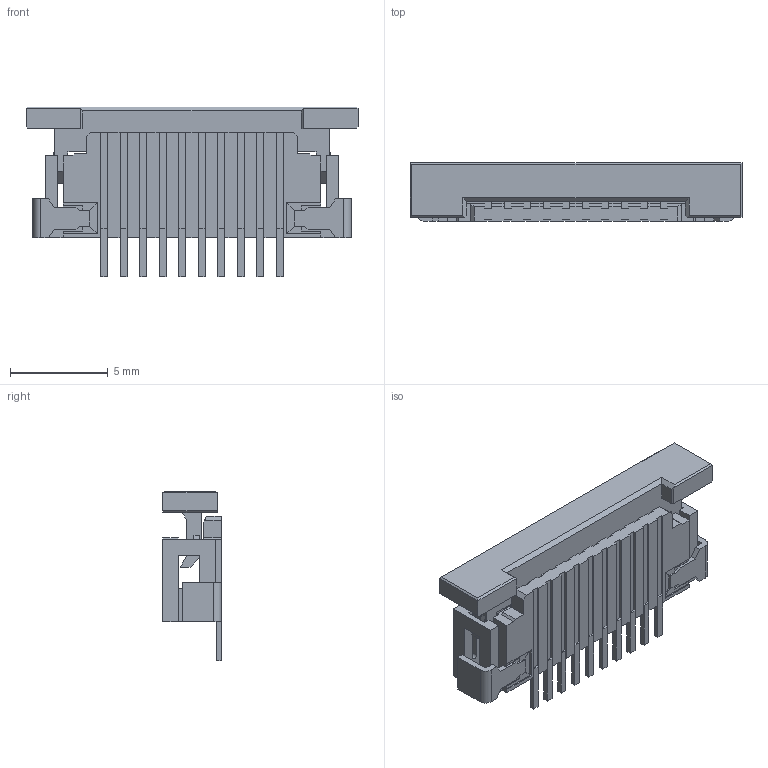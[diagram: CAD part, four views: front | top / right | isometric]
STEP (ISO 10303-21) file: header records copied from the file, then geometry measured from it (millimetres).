
FILE_DESCRIPTION((''),'2;1');
FILE_NAME('522711079','2014-05-29T',('me'),(''),'PRO/ENGINEER BY PARAMETRIC TECHNOLOGY CORPORATION, 2011490','PRO/ENGINEER BY PARAMETRIC TECHNOLOGY CORPORATION, 2011490','');
FILE_SCHEMA(('CONFIG_CONTROL_DESIGN'));
Length unit declared in the file: millimetre
Products named in the file (1): 522711079
Bounding box: 17 x 3 x 8.7 mm (x, y, z)
Volume: 188.2 mm3; surface area: 735.7 mm2
Topology: 1 solids, 1 shells, 427 faces, 1424 edges, 950 vertices
Faces by surface type: plane 419, cylinder 8
Entity records: 15269 total; most frequent: CARTESIAN_POINT 2754, ORIENTED_EDGE 2752, DIRECTION 2296, VECTOR 1408, LINE 1408, EDGE_CURVE 1376, VERTEX_POINT 902, EDGE_LOOP 450
